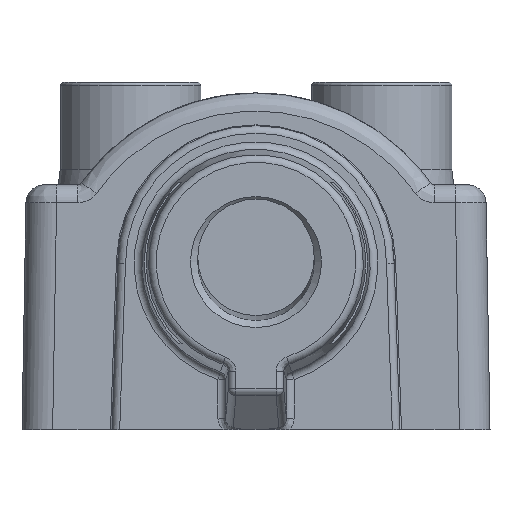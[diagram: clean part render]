
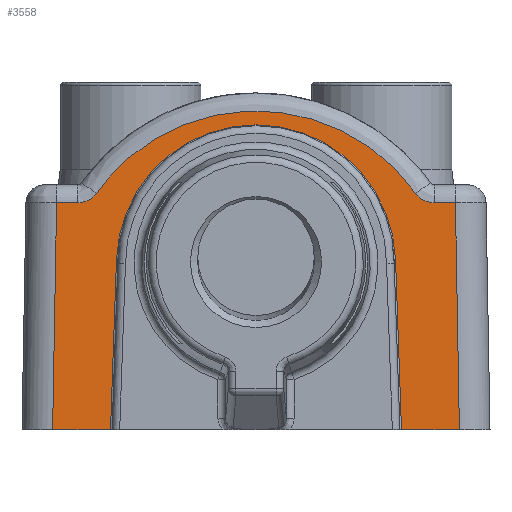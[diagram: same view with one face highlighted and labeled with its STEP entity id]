
A CAD part, front view. The second image highlights one B-rep face of the part: STEP entity #3558.
In plain terms, the highlighted planar face has unit normal (0, -1, 0.018).
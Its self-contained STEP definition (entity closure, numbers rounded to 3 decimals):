
#1058=FACE_OUTER_BOUND('',#4723,.T.);
#1417=PLANE('',#12178);
#1681=ELLIPSE('',#12175,1.5,1.5);
#1682=ELLIPSE('',#12176,12.802,12.8);
#1683=ELLIPSE('',#12177,1.5,1.5);
#1699=LINE('',#16043,#2372);
#1703=LINE('',#16059,#2376);
#1708=LINE('',#16094,#2381);
#1709=LINE('',#16098,#2382);
#2295=LINE('',#20053,#2968);
#2296=LINE('',#20055,#2969);
#2297=LINE('',#20063,#2970);
#2298=LINE('',#20065,#2971);
#2372=VECTOR('',#12628,1.);
#2376=VECTOR('',#12640,1.);
#2381=VECTOR('',#12661,1.);
#2382=VECTOR('',#12666,1.);
#2968=VECTOR('',#15124,1.);
#2969=VECTOR('',#15125,1.);
#2970=VECTOR('',#15132,1.);
#2971=VECTOR('',#15133,1.);
#3558=ADVANCED_FACE('',(#1058),#1417,.F.);
#4723=EDGE_LOOP('',(#7488,#7489,#7490,#7491,#7492,#7493,#7494,#7495,#7496,
#7497,#7498,#7499));
#7488=ORIENTED_EDGE('',*,*,#9160,.T.);
#7489=ORIENTED_EDGE('',*,*,#10386,.T.);
#7490=ORIENTED_EDGE('',*,*,#10387,.T.);
#7491=ORIENTED_EDGE('',*,*,#10388,.T.);
#7492=ORIENTED_EDGE('',*,*,#10389,.T.);
#7493=ORIENTED_EDGE('',*,*,#10390,.T.);
#7494=ORIENTED_EDGE('',*,*,#10391,.T.);
#7495=ORIENTED_EDGE('',*,*,#10392,.T.);
#7496=ORIENTED_EDGE('',*,*,#9152,.T.);
#7497=ORIENTED_EDGE('',*,*,#9173,.T.);
#7498=ORIENTED_EDGE('',*,*,#9384,.T.);
#7499=ORIENTED_EDGE('',*,*,#9175,.T.);
#8180=VERTEX_POINT('',#16042);
#8181=VERTEX_POINT('',#16044);
#8188=VERTEX_POINT('',#16058);
#8189=VERTEX_POINT('',#16060);
#8200=VERTEX_POINT('',#16093);
#8202=VERTEX_POINT('',#16099);
#8926=VERTEX_POINT('',#20054);
#8927=VERTEX_POINT('',#20056);
#8928=VERTEX_POINT('',#20058);
#8929=VERTEX_POINT('',#20060);
#8930=VERTEX_POINT('',#20062);
#8931=VERTEX_POINT('',#20064);
#9152=EDGE_CURVE('',#8181,#8180,#1699,.T.);
#9160=EDGE_CURVE('',#8189,#8188,#1703,.T.);
#9173=EDGE_CURVE('',#8180,#8200,#1708,.T.);
#9175=EDGE_CURVE('',#8202,#8189,#1709,.T.);
#9384=EDGE_CURVE('',#8200,#8202,#10715,.T.);
#10386=EDGE_CURVE('',#8188,#8926,#2295,.T.);
#10387=EDGE_CURVE('',#8926,#8927,#2296,.T.);
#10388=EDGE_CURVE('',#8927,#8928,#1681,.T.);
#10389=EDGE_CURVE('',#8928,#8929,#1682,.T.);
#10390=EDGE_CURVE('',#8929,#8930,#1683,.T.);
#10391=EDGE_CURVE('',#8930,#8931,#2297,.T.);
#10392=EDGE_CURVE('',#8931,#8181,#2298,.T.);
#10715=CIRCLE('',#11346,9.117);
#11346=AXIS2_PLACEMENT_3D('',#16575,#12975,#12976);
#12175=AXIS2_PLACEMENT_3D('',#20057,#15126,#15127);
#12176=AXIS2_PLACEMENT_3D('',#20059,#15128,#15129);
#12177=AXIS2_PLACEMENT_3D('',#20061,#15130,#15131);
#12178=AXIS2_PLACEMENT_3D('',#20066,#15134,#15135);
#12628=DIRECTION('',(1.,0.,0.));
#12640=DIRECTION('',(1.,0.,0.));
#12661=DIRECTION('',(0.035,0.017,0.999));
#12666=DIRECTION('',(0.035,-0.017,-0.999));
#12975=DIRECTION('',(0.,1.,-0.017));
#12976=DIRECTION('',(0.,-0.017,-1.));
#15124=DIRECTION('',(-0.017,0.017,1.));
#15125=DIRECTION('',(-1.,0.,0.));
#15126=DIRECTION('',(0.,1.,-0.017));
#15127=DIRECTION('',(0.,-0.017,-1.));
#15128=DIRECTION('',(0.,-1.,0.017));
#15129=DIRECTION('',(0.,-0.017,-1.));
#15130=DIRECTION('',(0.,1.,-0.017));
#15131=DIRECTION('',(0.,-0.017,-1.));
#15132=DIRECTION('',(-1.,0.,0.));
#15133=DIRECTION('',(-0.017,-0.017,-1.));
#15134=DIRECTION('',(0.,1.,-0.017));
#15135=DIRECTION('',(0.,-0.017,-1.));
#16042=CARTESIAN_POINT('',(-24.5,-3.68,-6.296));
#16043=CARTESIAN_POINT('',(-30.,-3.68,-6.296));
#16044=CARTESIAN_POINT('',(-28.28,-3.68,-6.296));
#16058=CARTESIAN_POINT('',(-1.72,-3.68,-6.296));
#16059=CARTESIAN_POINT('',(-30.,-3.68,-6.296));
#16060=CARTESIAN_POINT('',(-5.5,-3.68,-6.296));
#16093=CARTESIAN_POINT('',(-24.112,-3.486,4.82));
#16094=CARTESIAN_POINT('',(-24.112,-3.486,4.82));
#16098=CARTESIAN_POINT('',(-5.5,-3.68,-6.293));
#16099=CARTESIAN_POINT('',(-5.888,-3.486,4.82));
#16575=CARTESIAN_POINT('',(-15.,-3.492,4.502));
#20053=CARTESIAN_POINT('',(-2.01,-3.391,10.283));
#20054=CARTESIAN_POINT('',(-1.979,-3.421,8.525));
#20055=CARTESIAN_POINT('',(-30.,-3.421,8.525));
#20056=CARTESIAN_POINT('',(-3.355,-3.421,8.525));
#20057=CARTESIAN_POINT('',(-3.355,-3.395,10.025));
#20058=CARTESIAN_POINT('',(-4.577,-3.41,9.154));
#20059=CARTESIAN_POINT('',(-15.,-3.54,1.725));
#20060=CARTESIAN_POINT('',(-25.423,-3.41,9.154));
#20061=CARTESIAN_POINT('',(-26.645,-3.395,10.025));
#20062=CARTESIAN_POINT('',(-26.645,-3.421,8.525));
#20063=CARTESIAN_POINT('',(-30.,-3.421,8.525));
#20064=CARTESIAN_POINT('',(-28.021,-3.421,8.525));
#20065=CARTESIAN_POINT('',(-27.999,-3.4,9.76));
#20066=CARTESIAN_POINT('',(-30.,-3.399,9.795));
